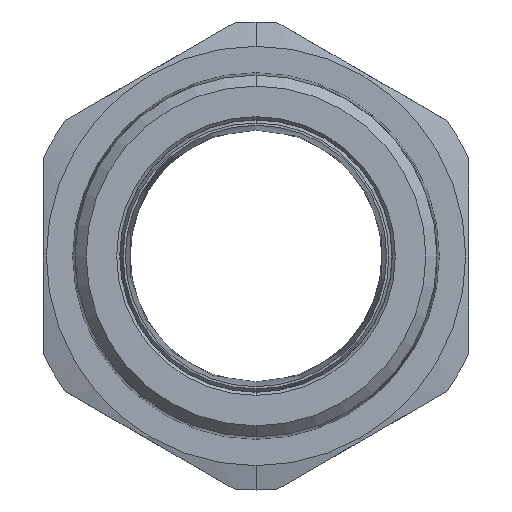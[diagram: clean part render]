
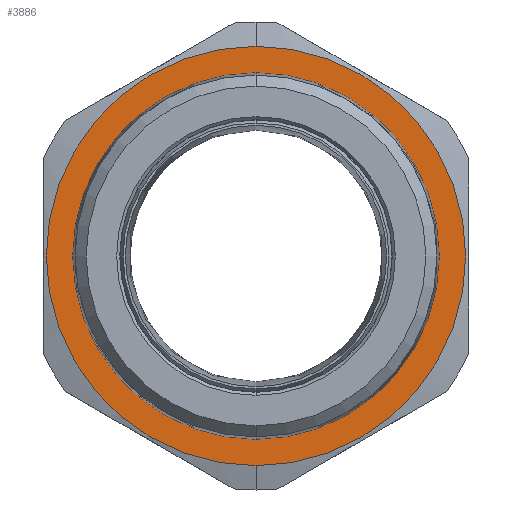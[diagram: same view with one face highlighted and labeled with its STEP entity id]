
A CAD part, left-side view. The second image highlights one B-rep face of the part: STEP entity #3886.
In plain terms, the highlighted planar face has unit normal (-1, 0, 0).
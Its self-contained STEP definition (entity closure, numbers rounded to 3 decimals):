
#100 = AXIS2_PLACEMENT_3D ( 'NONE', #4964, #716, #1314 ) ;
#221 = DIRECTION ( 'NONE',  ( 0., 0., -1. ) ) ;
#318 = CIRCLE ( 'NONE', #2262, 30.165 ) ;
#357 = VERTEX_POINT ( 'NONE', #4950 ) ;
#394 = DIRECTION ( 'NONE',  ( 0., 0., -1. ) ) ;
#698 = ORIENTED_EDGE ( 'NONE', *, *, #2560, .F. ) ;
#716 = DIRECTION ( 'NONE',  ( 1., 0., 0. ) ) ;
#766 = DIRECTION ( 'NONE',  ( 1., 0., 0. ) ) ;
#926 = DIRECTION ( 'NONE',  ( 0., 0., -1. ) ) ;
#975 = AXIS2_PLACEMENT_3D ( 'NONE', #6361, #766, #221 ) ;
#1312 = DIRECTION ( 'NONE',  ( 1., 0., 0. ) ) ;
#1314 = DIRECTION ( 'NONE',  ( 0., 0., -1. ) ) ;
#1850 = DIRECTION ( 'NONE',  ( 0., 0., -1. ) ) ;
#2026 = EDGE_CURVE ( 'NONE', #4135, #5437, #2031, .T. ) ;
#2031 = CIRCLE ( 'NONE', #100, 34.5 ) ;
#2185 = ORIENTED_EDGE ( 'NONE', *, *, #5252, .T. ) ;
#2262 = AXIS2_PLACEMENT_3D ( 'NONE', #3395, #5692, #394 ) ;
#2560 = EDGE_CURVE ( 'NONE', #5437, #4135, #5874, .T. ) ;
#2599 = CARTESIAN_POINT ( 'NONE',  ( 27.2, 0., -34.5 ) ) ;
#2856 = EDGE_LOOP ( 'NONE', ( #5480, #2185 ) ) ;
#2918 = CIRCLE ( 'NONE', #975, 30.165 ) ;
#3395 = CARTESIAN_POINT ( 'NONE',  ( 27.2, 0., 0. ) ) ;
#3886 = ADVANCED_FACE ( 'NONE', ( #4114, #5607 ), #6281, .F. ) ;
#4114 = FACE_OUTER_BOUND ( 'NONE', #5730, .T. ) ;
#4135 = VERTEX_POINT ( 'NONE', #4465 ) ;
#4143 = AXIS2_PLACEMENT_3D ( 'NONE', #6237, #4564, #926 ) ;
#4465 = CARTESIAN_POINT ( 'NONE',  ( 27.2, 0., 34.5 ) ) ;
#4564 = DIRECTION ( 'NONE',  ( 1., 0., 0. ) ) ;
#4914 = EDGE_CURVE ( 'NONE', #5699, #357, #2918, .T. ) ;
#4950 = CARTESIAN_POINT ( 'NONE',  ( 27.2, 0., 30.165 ) ) ;
#4964 = CARTESIAN_POINT ( 'NONE',  ( 27.2, 0., 0. ) ) ;
#4990 = AXIS2_PLACEMENT_3D ( 'NONE', #5529, #1312, #1850 ) ;
#5252 = EDGE_CURVE ( 'NONE', #357, #5699, #318, .T. ) ;
#5396 = CARTESIAN_POINT ( 'NONE',  ( 27.2, 0., -30.165 ) ) ;
#5437 = VERTEX_POINT ( 'NONE', #2599 ) ;
#5480 = ORIENTED_EDGE ( 'NONE', *, *, #4914, .T. ) ;
#5529 = CARTESIAN_POINT ( 'NONE',  ( 27.2, 0., 0. ) ) ;
#5607 = FACE_BOUND ( 'NONE', #2856, .T. ) ;
#5692 = DIRECTION ( 'NONE',  ( 1., 0., 0. ) ) ;
#5699 = VERTEX_POINT ( 'NONE', #5396 ) ;
#5730 = EDGE_LOOP ( 'NONE', ( #698, #6964 ) ) ;
#5874 = CIRCLE ( 'NONE', #4990, 34.5 ) ;
#6237 = CARTESIAN_POINT ( 'NONE',  ( 27.2, 30.165, 0. ) ) ;
#6281 = PLANE ( 'NONE',  #4143 ) ;
#6361 = CARTESIAN_POINT ( 'NONE',  ( 27.2, 0., 0. ) ) ;
#6964 = ORIENTED_EDGE ( 'NONE', *, *, #2026, .F. ) ;
